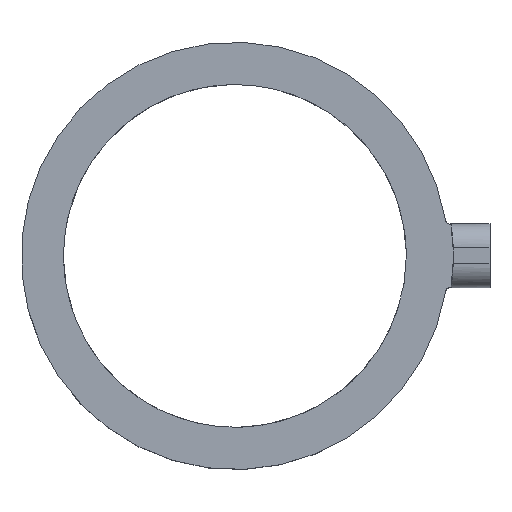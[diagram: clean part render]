
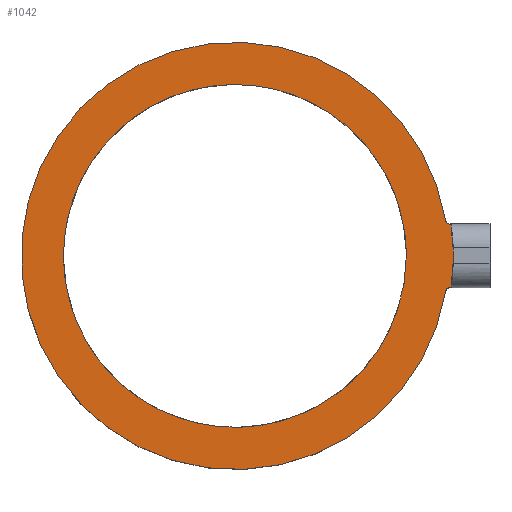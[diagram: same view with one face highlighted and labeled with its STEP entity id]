
A CAD part, top view. The second image highlights one B-rep face of the part: STEP entity #1042.
In plain terms, the highlighted planar face has unit normal (0, 0, 1).
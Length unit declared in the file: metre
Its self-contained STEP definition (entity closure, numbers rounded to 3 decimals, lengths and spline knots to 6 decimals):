
#43=CIRCLE('',#1115,0.0268);
#44=CIRCLE('',#1116,0.0005);
#45=CIRCLE('',#1117,0.0274);
#46=CIRCLE('',#1118,0.0005);
#81=PLANE('',#1114);
#127=B_SPLINE_CURVE_WITH_KNOTS('',3,(#1877,#1878,#1879,#1880,#1881,#1882,
#1883,#1884,#1885,#1886,#1887,#1888,#1889,#1890,#1891,#1892,#1893,#1894,
#1895,#1896,#1897,#1898,#1899,#1900,#1901,#1902,#1903,#1904,#1905,#1906,
#1907,#1908,#1909,#1910,#1911,#1912,#1913,#1914,#1915,#1916),
 .UNSPECIFIED.,.T.,.F.,(1,1,1,1,1,1,1,1,1,1,1,1,1,1,1,1,1,1,1,1,1,1,1,1,
1,1,1,1,1,1,1,1,1,1,1,1,1,1,1,1,1,1,1,1),(-0.012655,-0.008436,
-0.004218,0.,0.008436,0.012655,0.016873,
0.021091,0.025309,0.029527,0.033746,
0.037964,0.042182,0.0464,0.050618,
0.054837,0.056946,0.059055,0.061164,
0.063273,0.067491,0.071709,0.075928,
0.080146,0.084364,0.086473,0.088582,
0.090691,0.092801,0.097019,0.101237,
0.105455,0.107564,0.109673,0.111782,
0.113892,0.11811,0.122328,0.126546,
0.130764,0.134983,0.143419,0.147637,0.151855),
 .UNSPECIFIED.);
#186=ORIENTED_EDGE('',*,*,#496,.F.);
#187=ORIENTED_EDGE('',*,*,#497,.T.);
#188=ORIENTED_EDGE('',*,*,#498,.F.);
#189=ORIENTED_EDGE('',*,*,#499,.T.);
#190=ORIENTED_EDGE('',*,*,#500,.T.);
#191=ORIENTED_EDGE('',*,*,#501,.T.);
#192=ORIENTED_EDGE('',*,*,#502,.T.);
#496=EDGE_CURVE('',#651,#652,#43,.T.);
#497=EDGE_CURVE('',#651,#653,#44,.F.);
#498=EDGE_CURVE('',#654,#653,#736,.T.);
#499=EDGE_CURVE('',#654,#655,#45,.T.);
#500=EDGE_CURVE('',#655,#656,#737,.T.);
#501=EDGE_CURVE('',#656,#652,#46,.F.);
#502=EDGE_CURVE('',#657,#657,#127,.T.);
#651=VERTEX_POINT('',#1866);
#652=VERTEX_POINT('',#1867);
#653=VERTEX_POINT('',#1869);
#654=VERTEX_POINT('',#1871);
#655=VERTEX_POINT('',#1873);
#656=VERTEX_POINT('',#1875);
#657=VERTEX_POINT('',#1917);
#736=LINE('',#1870,#802);
#737=LINE('',#1874,#803);
#802=VECTOR('',#1221,1.);
#803=VECTOR('',#1224,1.);
#864=EDGE_LOOP('',(#186,#187,#188,#189,#190,#191));
#865=EDGE_LOOP('',(#192));
#948=FACE_BOUND('',#864,.T.);
#949=FACE_BOUND('',#865,.T.);
#1042=ADVANCED_FACE('',(#948,#949),#81,.T.);
#1114=AXIS2_PLACEMENT_3D('',#1864,#1215,#1216);
#1115=AXIS2_PLACEMENT_3D('',#1865,#1217,#1218);
#1116=AXIS2_PLACEMENT_3D('',#1868,#1219,#1220);
#1117=AXIS2_PLACEMENT_3D('',#1872,#1222,#1223);
#1118=AXIS2_PLACEMENT_3D('',#1876,#1225,#1226);
#1215=DIRECTION('',(0.,0.,1.));
#1216=DIRECTION('',(1.,0.,0.));
#1217=DIRECTION('',(0.,0.,-1.));
#1218=DIRECTION('',(-1.,0.,0.));
#1219=DIRECTION('',(0.,0.,1.));
#1220=DIRECTION('',(1.,0.,0.));
#1221=DIRECTION('',(-1.,0.,0.));
#1222=DIRECTION('',(0.,0.,1.));
#1223=DIRECTION('',(1.,0.,0.));
#1224=DIRECTION('',(-1.,0.,0.));
#1225=DIRECTION('',(0.,0.,1.));
#1226=DIRECTION('',(1.,0.,0.));
#1864=CARTESIAN_POINT('',(0.02215,0.,0.0107));
#1865=CARTESIAN_POINT('',(0.,0.,0.0107));
#1866=CARTESIAN_POINT('',(0.026433,-0.004418,0.0107));
#1867=CARTESIAN_POINT('',(0.026433,0.004418,0.0107));
#1868=CARTESIAN_POINT('',(0.026927,-0.0045,0.0107));
#1869=CARTESIAN_POINT('',(0.026927,-0.004,0.0107));
#1870=CARTESIAN_POINT('',(0.02875,-0.004,0.0107));
#1871=CARTESIAN_POINT('',(0.027106,-0.004,0.0107));
#1872=CARTESIAN_POINT('',(0.,0.,0.0107));
#1873=CARTESIAN_POINT('',(0.027106,0.004,0.0107));
#1874=CARTESIAN_POINT('',(0.02875,0.004,0.0107));
#1875=CARTESIAN_POINT('',(0.026927,0.004,0.0107));
#1876=CARTESIAN_POINT('',(0.026927,0.0045,0.0107));
#1877=CARTESIAN_POINT('',(0.021225,0.004215,0.0107));
#1878=CARTESIAN_POINT('',(0.021777,-0.001401,0.0107));
#1879=CARTESIAN_POINT('',(0.020658,-0.007052,0.0107));
#1880=CARTESIAN_POINT('',(0.017967,-0.012057,0.0107));
#1881=CARTESIAN_POINT('',(0.01529,-0.015312,0.0107));
#1882=CARTESIAN_POINT('',(0.011983,-0.018017,0.0107));
#1883=CARTESIAN_POINT('',(0.008271,-0.019995,0.0107));
#1884=CARTESIAN_POINT('',(0.004187,-0.021231,0.0107));
#1885=CARTESIAN_POINT('',(-0.000022,-0.021637,0.0107));
#1886=CARTESIAN_POINT('',(-0.004238,-0.021221,0.0107));
#1887=CARTESIAN_POINT('',(-0.008315,-0.019976,0.0107));
#1888=CARTESIAN_POINT('',(-0.012024,-0.017991,0.0107));
#1889=CARTESIAN_POINT('',(-0.015327,-0.015274,0.0107));
#1890=CARTESIAN_POINT('',(-0.017544,-0.012568,0.0107));
#1891=CARTESIAN_POINT('',(-0.019006,-0.010126,0.0107));
#1892=CARTESIAN_POINT('',(-0.019902,-0.008224,0.0107));
#1893=CARTESIAN_POINT('',(-0.020609,-0.006247,0.0107));
#1894=CARTESIAN_POINT('',(-0.021297,-0.003489,0.0107));
#1895=CARTESIAN_POINT('',(-0.021639,-0.000002,0.0107));
#1896=CARTESIAN_POINT('',(-0.021217,0.004252,0.0107));
#1897=CARTESIAN_POINT('',(-0.019994,0.008275,0.0107));
#1898=CARTESIAN_POINT('',(-0.017978,0.012042,0.0107));
#1899=CARTESIAN_POINT('',(-0.015751,0.014753,0.0107));
#1900=CARTESIAN_POINT('',(-0.013646,0.016659,0.0107));
#1901=CARTESIAN_POINT('',(-0.011959,0.017908,0.0107));
#1902=CARTESIAN_POINT('',(-0.010156,0.01899,0.0107));
#1903=CARTESIAN_POINT('',(-0.007582,0.020206,0.0107));
#1904=CARTESIAN_POINT('',(-0.004237,0.02122,0.0107));
#1905=CARTESIAN_POINT('',(0.000024,0.021638,0.0107));
#1906=CARTESIAN_POINT('',(0.003502,0.021295,0.0107));
#1907=CARTESIAN_POINT('',(0.006264,0.020604,0.0107));
#1908=CARTESIAN_POINT('',(0.008244,0.019893,0.0107));
#1909=CARTESIAN_POINT('',(0.010141,0.018997,0.0107));
#1910=CARTESIAN_POINT('',(0.012578,0.017537,0.0107));
#1911=CARTESIAN_POINT('',(0.01529,0.015312,0.0107));
#1912=CARTESIAN_POINT('',(0.018,0.012009,0.0107));
#1913=CARTESIAN_POINT('',(0.019983,0.0083,0.0107));
#1914=CARTESIAN_POINT('',(0.021225,0.004215,0.0107));
#1915=CARTESIAN_POINT('',(0.021777,-0.001401,0.0107));
#1916=CARTESIAN_POINT('',(0.020658,-0.007052,0.0107));
#1917=CARTESIAN_POINT('',(0.0215,0.,0.0107));
